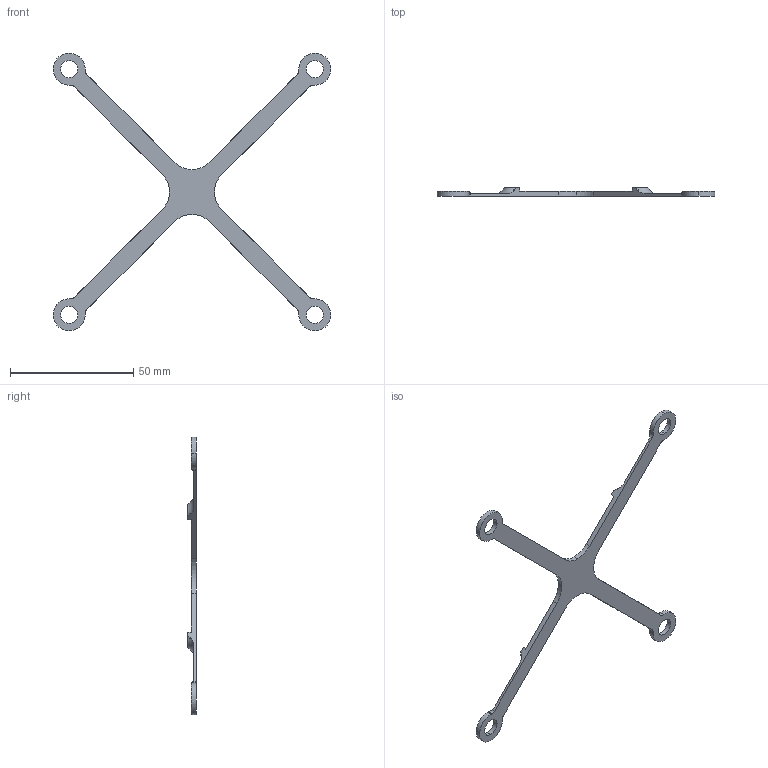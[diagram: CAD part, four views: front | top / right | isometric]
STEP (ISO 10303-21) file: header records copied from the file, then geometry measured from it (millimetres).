
FILE_DESCRIPTION (( 'STEP AP214' ), '1' );
FILE_NAME ('Generic_Support_BoardHolder.STEP', '2024-11-02T22:19:16', ( '' ), ( '' ), 'SwSTEP 2.0', 'SolidWorks 2024', '' );
FILE_SCHEMA (( 'AUTOMOTIVE_DESIGN' ));
Length unit declared in the file: millimetre
Products named in the file (1): Generic_Support_BoardHolder
Bounding box: 112.6 x 3.5 x 112.6 mm (x, y, z)
Volume: 3908 mm3; surface area: 5756.4 mm2
Topology: 1 solids, 1 shells, 87 faces, 247 edges, 162 vertices
Faces by surface type: cylinder 49, plane 30, torus 8
Entity records: 3006 total; most frequent: CARTESIAN_POINT 693, ORIENTED_EDGE 494, DIRECTION 481, EDGE_CURVE 247, AXIS2_PLACEMENT_3D 182, VERTEX_POINT 162, VECTOR 117, LINE 117
